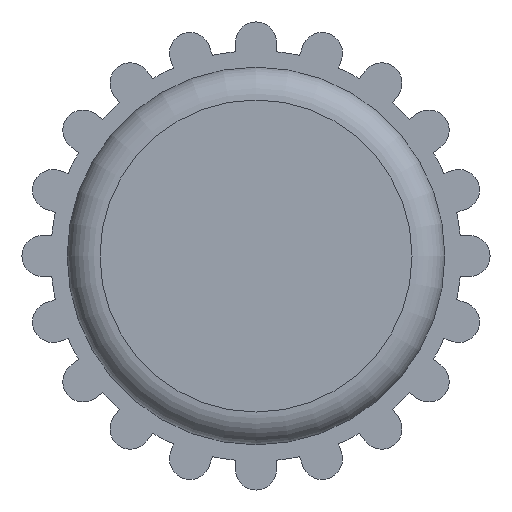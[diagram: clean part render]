
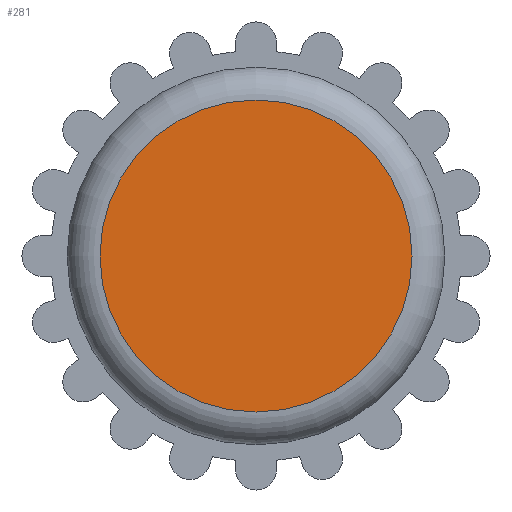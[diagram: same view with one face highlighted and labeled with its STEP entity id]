
A CAD part, front view. The second image highlights one B-rep face of the part: STEP entity #281.
In plain terms, the highlighted planar face has unit normal (0, -1, 0).
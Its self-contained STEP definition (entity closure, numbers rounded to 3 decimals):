
#281 = ADVANCED_FACE( '', ( #562 ), #563, .F. );
#562 = FACE_OUTER_BOUND( '', #835, .T. );
#563 = PLANE( '', #836 );
#835 = EDGE_LOOP( '', ( #1667 ) );
#836 = AXIS2_PLACEMENT_3D( '', #1668, #1669, #1670 );
#1667 = ORIENTED_EDGE( '', *, *, #1823, .T. );
#1668 = CARTESIAN_POINT( '', ( 9.5, 0., 0. ) );
#1669 = DIRECTION( '', ( 0., 1., 0. ) );
#1670 = DIRECTION( '', ( 0., 0., 1. ) );
#1823 = EDGE_CURVE( '', #2266, #2266, #2267, .T. );
#2266 = VERTEX_POINT( '', #2834 );
#2267 = CIRCLE( '', #2835, 9.5 );
#2834 = CARTESIAN_POINT( '', ( 0., 0., -9.5 ) );
#2835 = AXIS2_PLACEMENT_3D( '', #3401, #3402, #3403 );
#3401 = CARTESIAN_POINT( '', ( 0., 0., 0. ) );
#3402 = DIRECTION( '', ( 0., -1., 0. ) );
#3403 = DIRECTION( '', ( 0., 0., -1. ) );
